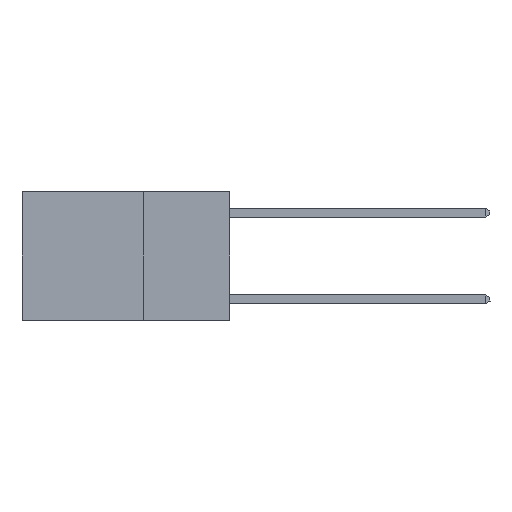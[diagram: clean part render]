
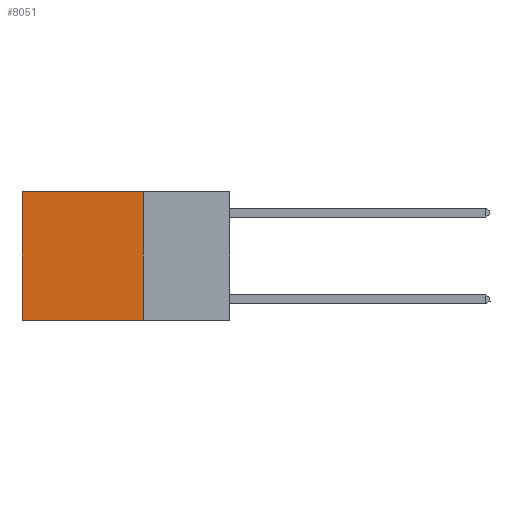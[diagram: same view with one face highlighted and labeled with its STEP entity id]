
A CAD part, left-side view. The second image highlights one B-rep face of the part: STEP entity #8051.
In plain terms, the highlighted planar face has unit normal (-1, 0, 0).
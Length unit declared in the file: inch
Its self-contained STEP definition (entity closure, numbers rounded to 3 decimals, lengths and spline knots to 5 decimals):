
#106 = CARTESIAN_POINT ( 'NONE',  ( 0.2625, 0.6, 0. ) ) ;
#526 = DIRECTION ( 'NONE',  ( 0., 0., -1. ) ) ;
#991 = DIRECTION ( 'NONE',  ( 0., 0., -1. ) ) ;
#2752 = PLANE ( 'NONE',  #7897 ) ;
#3080 = VERTEX_POINT ( 'NONE', #19199 ) ;
#3213 = LINE ( 'NONE', #3826, #5729 ) ;
#3366 = EDGE_CURVE ( 'NONE', #14759, #3080, #3213, .T. ) ;
#3826 = CARTESIAN_POINT ( 'NONE',  ( 0.2625, 0.25, 0. ) ) ;
#4112 = EDGE_CURVE ( 'NONE', #7727, #6699, #10710, .T. ) ;
#4392 = DIRECTION ( 'NONE',  ( 0., 1., 0. ) ) ;
#4545 = LINE ( 'NONE', #17250, #5285 ) ;
#5176 = VECTOR ( 'NONE', #991, 39.37008 ) ;
#5285 = VECTOR ( 'NONE', #9469, 39.37008 ) ;
#5729 = VECTOR ( 'NONE', #526, 39.37008 ) ;
#5778 = CARTESIAN_POINT ( 'NONE',  ( 0.2625, 0.6, 0. ) ) ;
#6699 = VERTEX_POINT ( 'NONE', #12109 ) ;
#7345 = CARTESIAN_POINT ( 'NONE',  ( 0.2625, 0.25, -0.37 ) ) ;
#7360 = ORIENTED_EDGE ( 'NONE', *, *, #4112, .T. ) ;
#7727 = VERTEX_POINT ( 'NONE', #106 ) ;
#7827 = FACE_OUTER_BOUND ( 'NONE', #20099, .T. ) ;
#7897 = AXIS2_PLACEMENT_3D ( 'NONE', #18271, #12002, #13993 ) ;
#8051 = ADVANCED_FACE ( 'NONE', ( #7827 ), #2752, .F. ) ;
#8136 = EDGE_CURVE ( 'NONE', #14759, #7727, #4545, .T. ) ;
#8355 = ORIENTED_EDGE ( 'NONE', *, *, #8136, .T. ) ;
#9469 = DIRECTION ( 'NONE',  ( 0., 1., 0. ) ) ;
#9644 = EDGE_CURVE ( 'NONE', #3080, #6699, #15587, .T. ) ;
#10710 = LINE ( 'NONE', #5778, #5176 ) ;
#10764 = VECTOR ( 'NONE', #4392, 39.37008 ) ;
#10897 = ORIENTED_EDGE ( 'NONE', *, *, #9644, .F. ) ;
#11494 = CARTESIAN_POINT ( 'NONE',  ( 0.2625, 0.25, 0. ) ) ;
#12002 = DIRECTION ( 'NONE',  ( 1., 0., 0. ) ) ;
#12109 = CARTESIAN_POINT ( 'NONE',  ( 0.2625, 0.6, -0.37 ) ) ;
#13993 = DIRECTION ( 'NONE',  ( 0., 0., -1. ) ) ;
#14759 = VERTEX_POINT ( 'NONE', #11494 ) ;
#14866 = ORIENTED_EDGE ( 'NONE', *, *, #3366, .F. ) ;
#15587 = LINE ( 'NONE', #7345, #10764 ) ;
#17250 = CARTESIAN_POINT ( 'NONE',  ( 0.2625, 0.25, 0. ) ) ;
#18271 = CARTESIAN_POINT ( 'NONE',  ( 0.2625, 0.25, 0. ) ) ;
#19199 = CARTESIAN_POINT ( 'NONE',  ( 0.2625, 0.25, -0.37 ) ) ;
#20099 = EDGE_LOOP ( 'NONE', ( #7360, #10897, #14866, #8355 ) ) ;
